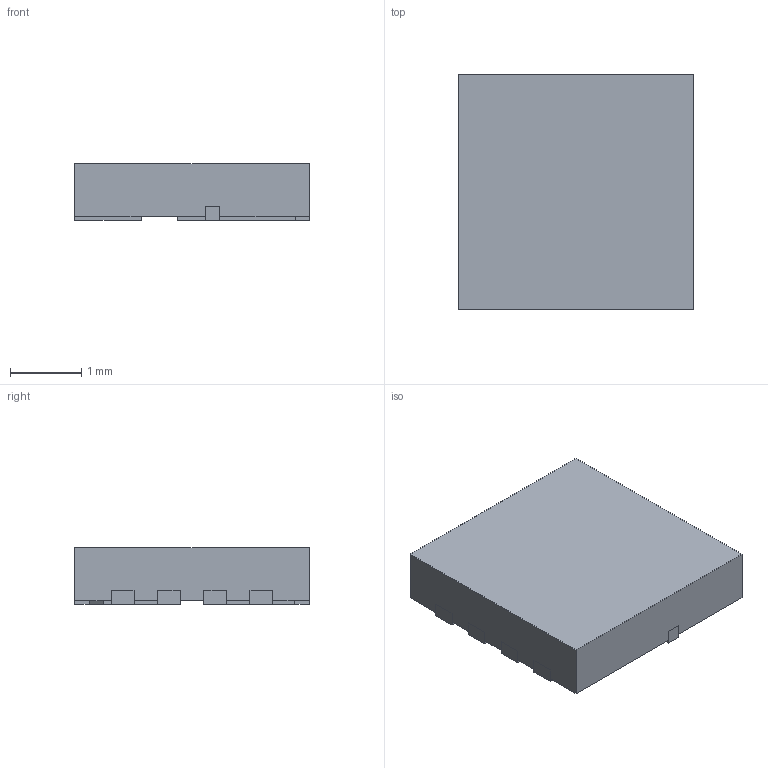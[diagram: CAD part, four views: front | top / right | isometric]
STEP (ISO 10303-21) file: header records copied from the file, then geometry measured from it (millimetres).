
FILE_DESCRIPTION((''),'2;1');
FILE_NAME('DMS0008A_ASM','2020-04-16T14:00:58',('a0412086'),(''),'CREO PARAMETRIC BY PTC INC, 2019292','CREO PARAMETRIC BY PTC INC, 2019292','');
FILE_SCHEMA(('AUTOMOTIVE_DESIGN { 1 0 10303 214 1 1 1 1 }'));
Length unit declared in the file: millimetre
Products named in the file (4): BODY-SON; FRAME-DMS0008A; PIN1-ID; DMS0008A_ASM
Assembly tree (3 placements, depth 2):
  DMS0008A_ASM
    BODY-SON
    FRAME-DMS0008A
    PIN1-ID
Bounding box: 3.3 x 3.3 x 0.8 mm (x, y, z)
Volume: 8.5 mm3; surface area: 50.8 mm2
Topology: 7 solids, 7 shells, 108 faces, 282 edges, 188 vertices
Faces by surface type: plane 108
Entity records: 4414 total; most frequent: CARTESIAN_POINT 592, ORIENTED_EDGE 564, DIRECTION 512, PRESENTATION_STYLE_ASSIGNMENT 299, STYLED_ITEM 289, VECTOR 282, LINE 282, CURVE_STYLE 282
